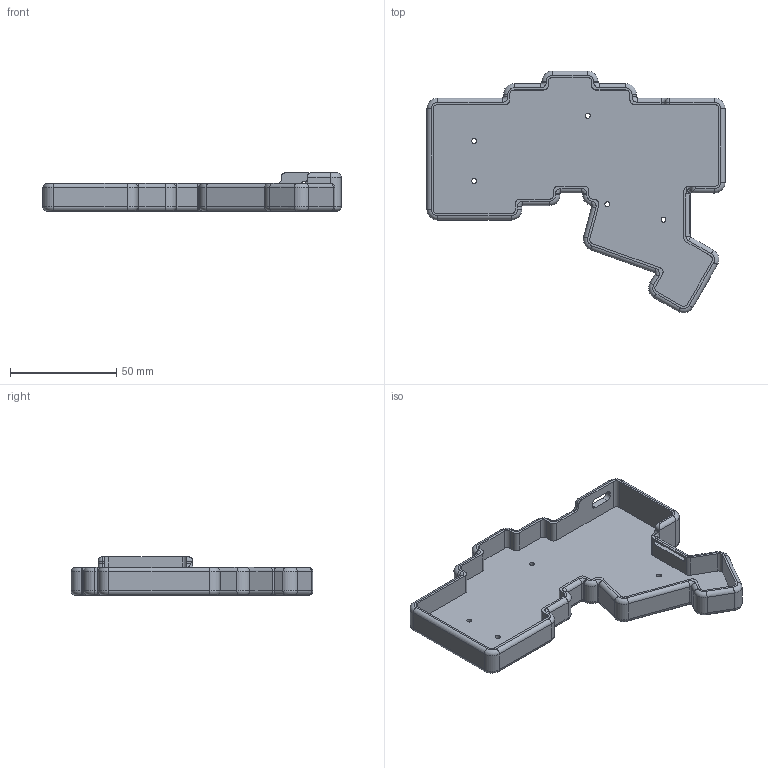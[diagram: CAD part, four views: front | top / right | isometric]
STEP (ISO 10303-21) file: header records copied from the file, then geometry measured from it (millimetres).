
FILE_DESCRIPTION(/* description */ ('STEP AP242','CAx-IF Rec.Pracs.---Representation and Presentation of Product Manufacturing Information (PMI)---4.0---2014-10-13','CAx-IF Rec.Pracs.---3D Tessellated Geometry---0.4---2014-09-14','2;1'),/* implementation_level */ '2;1');
FILE_NAME(/* name */ '68cc3c98e322c6dfb5cd1be7',/* time_stamp */ '2025-09-18T17:08:42Z',/* author */ (''),/* organization */ (''),/* preprocessor_version */ 'ST-DEVELOPER v20',/* originating_system */ 'ONSHAPE BY PTC INC, 1.203',/* authorisation */ ' ');
FILE_SCHEMA (('AP242_MANAGED_MODEL_BASED_3D_ENGINEERING_MIM_LF { 1 0 10303 442 1 1 4 }'));
Length unit declared in the file: metre
Products named in the file (1): Part 2
Bounding box: 140.1 x 113.67 x 18 mm (x, y, z)
Volume: 44062.3 mm3; surface area: 30883 mm2
Topology: 1 solids, 1 shells, 294 faces, 774 edges, 481 vertices
Faces by surface type: cylinder 147, plane 92, torus 53, sphere 1, bspline 1
Full cylindrical faces by diameter (mm): 2.3 x5
Entity records: 9167 total; most frequent: DIRECTION 1673, CARTESIAN_POINT 1662, ORIENTED_EDGE 1536, EDGE_CURVE 768, AXIS2_PLACEMENT_3D 633, VERTEX_POINT 481, LINE 407, VECTOR 407
